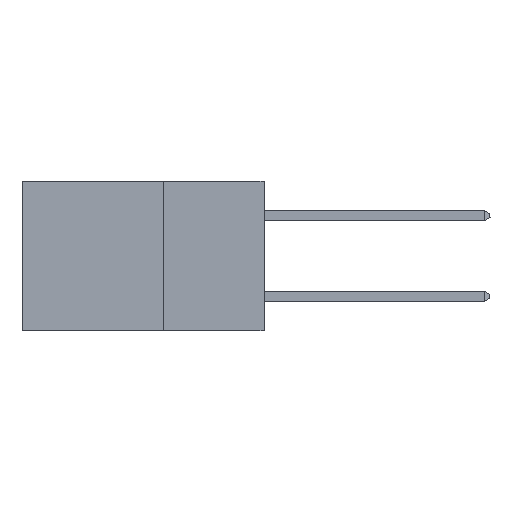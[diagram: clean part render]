
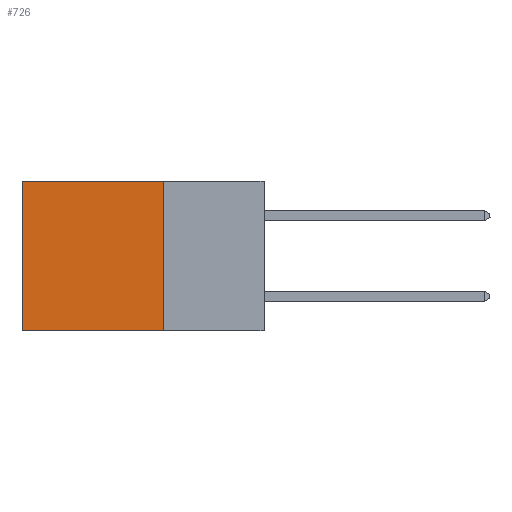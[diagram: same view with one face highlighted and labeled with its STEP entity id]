
A CAD part, left-side view. The second image highlights one B-rep face of the part: STEP entity #726.
In plain terms, the highlighted planar face has unit normal (-1, 0, 0).
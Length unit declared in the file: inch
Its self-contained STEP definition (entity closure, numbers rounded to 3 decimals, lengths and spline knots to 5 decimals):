
#203 = VECTOR ( 'NONE', #5699, 39.37008 ) ;
#724 = VECTOR ( 'NONE', #9925, 39.37008 ) ;
#726 = ADVANCED_FACE ( 'NONE', ( #7979 ), #8184, .F. ) ;
#733 = EDGE_LOOP ( 'NONE', ( #9110, #5147, #9771, #5324 ) ) ;
#1742 = AXIS2_PLACEMENT_3D ( 'NONE', #2043, #2775, #5131 ) ;
#2043 = CARTESIAN_POINT ( 'NONE',  ( 0.298, 0.25, 0. ) ) ;
#2190 = EDGE_CURVE ( 'NONE', #3714, #9652, #6127, .T. ) ;
#2775 = DIRECTION ( 'NONE',  ( 1., 0., 0. ) ) ;
#2843 = CARTESIAN_POINT ( 'NONE',  ( 0.298, 0.25, 0. ) ) ;
#2929 = EDGE_CURVE ( 'NONE', #6463, #8642, #7940, .T. ) ;
#3714 = VERTEX_POINT ( 'NONE', #5013 ) ;
#3812 = DIRECTION ( 'NONE',  ( 0., 1., 0. ) ) ;
#4825 = LINE ( 'NONE', #5269, #724 ) ;
#4910 = CARTESIAN_POINT ( 'NONE',  ( 0.298, 0.6, 0. ) ) ;
#5013 = CARTESIAN_POINT ( 'NONE',  ( 0.298, 0.25, -0.37 ) ) ;
#5131 = DIRECTION ( 'NONE',  ( 0., 0., -1. ) ) ;
#5147 = ORIENTED_EDGE ( 'NONE', *, *, #2190, .F. ) ;
#5269 = CARTESIAN_POINT ( 'NONE',  ( 0.298, 0.25, 0. ) ) ;
#5291 = EDGE_CURVE ( 'NONE', #6463, #3714, #4825, .T. ) ;
#5324 = ORIENTED_EDGE ( 'NONE', *, *, #2929, .T. ) ;
#5527 = CARTESIAN_POINT ( 'NONE',  ( 0.298, 0.25, -0.37 ) ) ;
#5699 = DIRECTION ( 'NONE',  ( 0., 1., 0. ) ) ;
#5725 = CARTESIAN_POINT ( 'NONE',  ( 0.298, 0.6, 0. ) ) ;
#5759 = CARTESIAN_POINT ( 'NONE',  ( 0.298, 0.25, 0. ) ) ;
#5789 = VECTOR ( 'NONE', #3812, 39.37008 ) ;
#6102 = LINE ( 'NONE', #4910, #6221 ) ;
#6127 = LINE ( 'NONE', #5527, #5789 ) ;
#6221 = VECTOR ( 'NONE', #8005, 39.37008 ) ;
#6463 = VERTEX_POINT ( 'NONE', #2843 ) ;
#7179 = CARTESIAN_POINT ( 'NONE',  ( 0.298, 0.6, -0.37 ) ) ;
#7940 = LINE ( 'NONE', #5759, #203 ) ;
#7979 = FACE_OUTER_BOUND ( 'NONE', #733, .T. ) ;
#8005 = DIRECTION ( 'NONE',  ( 0., 0., -1. ) ) ;
#8184 = PLANE ( 'NONE',  #1742 ) ;
#8469 = EDGE_CURVE ( 'NONE', #8642, #9652, #6102, .T. ) ;
#8642 = VERTEX_POINT ( 'NONE', #5725 ) ;
#9110 = ORIENTED_EDGE ( 'NONE', *, *, #8469, .T. ) ;
#9652 = VERTEX_POINT ( 'NONE', #7179 ) ;
#9771 = ORIENTED_EDGE ( 'NONE', *, *, #5291, .F. ) ;
#9925 = DIRECTION ( 'NONE',  ( 0., 0., -1. ) ) ;
